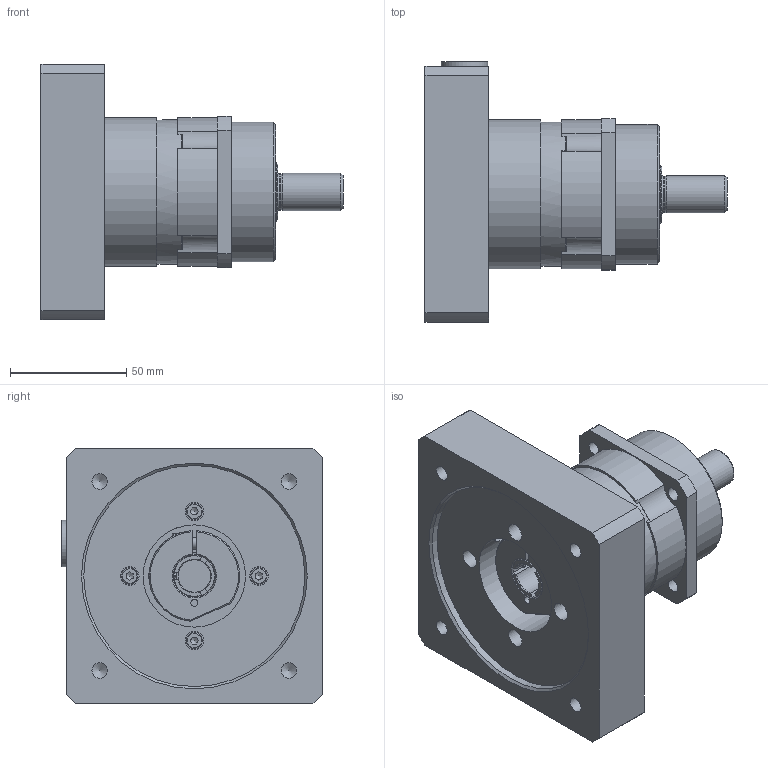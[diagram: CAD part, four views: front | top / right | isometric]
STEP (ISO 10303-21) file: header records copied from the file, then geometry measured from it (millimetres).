
FILE_DESCRIPTION((''),'2;1');
FILE_NAME('400609146XI007E14SM4014-7-14-S-(Z95-Tk115-4xM8-Vk110).stp','2015-12-04T14:13:41',('ifriedrich'),(''),'Autodesk Inventor 2012','Autodesk Inventor 2012','');
FILE_SCHEMA(('AUTOMOTIVE_DESIGN { 1 0 10303 214 1 1 1 1 }'));
Length unit declared in the file: millimetre
Products named in the file (1): 400609146XI007E14SM4014K
Bounding box: 129.8 x 112 x 110 mm (x, y, z)
Volume: 507619.5 mm3; surface area: 76953.9 mm2
Topology: 1 solids, 10 shells, 469 faces, 1291 edges, 843 vertices
Faces by surface type: plane 216, cylinder 189, cone 52, torus 12
Full cylindrical faces by diameter (mm): 2.5 x1, 3.242 x4, 4 x4, 4.134 x2, 4.3 x4, 4.5 x4, 5 x1, 5.3 x1, 5.5 x1, 6 x4, 6.647 x4, 7 x4, 8 x4, 8.5 x1, 9 x1, 11.8 x1, 14 x2, 15.6 x1, 16 x1, 20 x1, 25 x1, 35 x1, 44 x1, 50 x1, 60 x1, 62 x2, 64.2 x1, 64.5 x1, 95 x1
Entity records: 14915 total; most frequent: CARTESIAN_POINT 2819, DIRECTION 2532, ORIENTED_EDGE 2296, EDGE_CURVE 1148, AXIS2_PLACEMENT_3D 1000, VERTEX_POINT 792, EDGE_LOOP 610, VECTOR 532
